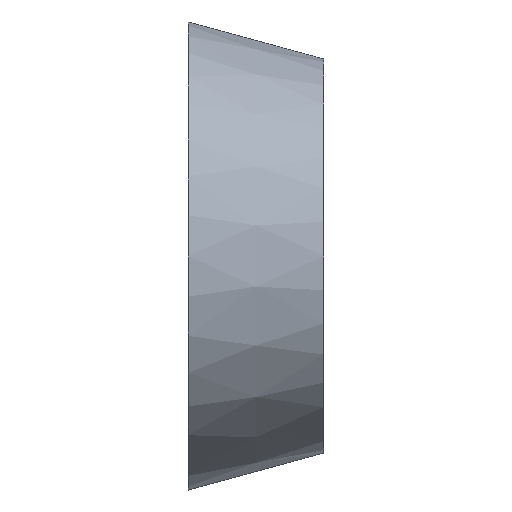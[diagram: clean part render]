
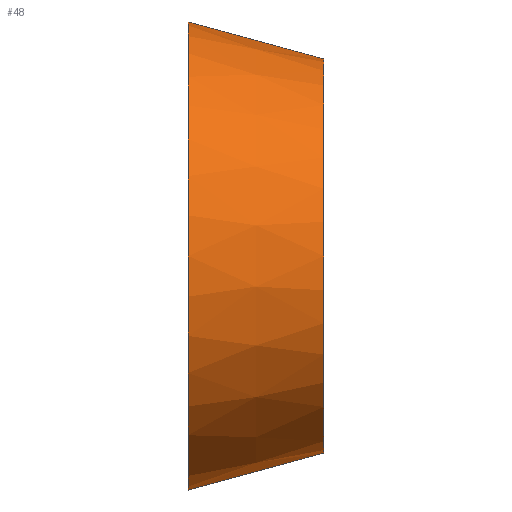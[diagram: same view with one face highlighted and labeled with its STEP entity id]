
A CAD part, front view. The second image highlights one B-rep face of the part: STEP entity #48.
In plain terms, the highlighted conical face has half-angle 15.255 degrees and reference radius 16 mm.
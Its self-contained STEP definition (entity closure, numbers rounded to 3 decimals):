
#3 = CONICAL_SURFACE ( 'NONE', #64, 16., 0.266 ) ;
#31 = DIRECTION ( 'NONE',  ( 1., 0., 0. ) ) ;
#32 = LINE ( 'NONE', #132, #54 ) ;
#37 = ORIENTED_EDGE ( 'NONE', *, *, #143, .F. ) ;
#41 = CIRCLE ( 'NONE', #62, 19. ) ;
#45 = FACE_OUTER_BOUND ( 'NONE', #78, .T. ) ;
#48 = ADVANCED_FACE ( 'NONE', ( #45 ), #3, .T. ) ;
#54 = VECTOR ( 'NONE', #169, 1000. ) ;
#58 = CARTESIAN_POINT ( 'NONE',  ( 11., 0., -16. ) ) ;
#62 = AXIS2_PLACEMENT_3D ( 'NONE', #210, #31, #135 ) ;
#64 = AXIS2_PLACEMENT_3D ( 'NONE', #239, #128, #237 ) ;
#65 = LINE ( 'NONE', #58, #74 ) ;
#74 = VECTOR ( 'NONE', #147, 1000. ) ;
#78 = EDGE_LOOP ( 'NONE', ( #37, #182, #194, #216 ) ) ;
#86 = CARTESIAN_POINT ( 'NONE',  ( 0., 0., -19. ) ) ;
#92 = DIRECTION ( 'NONE',  ( 1., 0., 0. ) ) ;
#106 = VERTEX_POINT ( 'NONE', #184 ) ;
#119 = VERTEX_POINT ( 'NONE', #86 ) ;
#121 = CARTESIAN_POINT ( 'NONE',  ( 11., 0., 0. ) ) ;
#128 = DIRECTION ( 'NONE',  ( -1., 0., 0. ) ) ;
#132 = CARTESIAN_POINT ( 'NONE',  ( 11., 0., 16. ) ) ;
#135 = DIRECTION ( 'NONE',  ( 0., 0., -1. ) ) ;
#143 = EDGE_CURVE ( 'NONE', #234, #119, #65, .T. ) ;
#147 = DIRECTION ( 'NONE',  ( -0.965, 0., -0.263 ) ) ;
#151 = DIRECTION ( 'NONE',  ( 0., 0., -1. ) ) ;
#160 = EDGE_CURVE ( 'NONE', #106, #234, #221, .T. ) ;
#169 = DIRECTION ( 'NONE',  ( -0.965, 0., 0.263 ) ) ;
#182 = ORIENTED_EDGE ( 'NONE', *, *, #160, .F. ) ;
#184 = CARTESIAN_POINT ( 'NONE',  ( 11., 0., 16. ) ) ;
#186 = EDGE_CURVE ( 'NONE', #106, #217, #32, .T. ) ;
#194 = ORIENTED_EDGE ( 'NONE', *, *, #186, .T. ) ;
#210 = CARTESIAN_POINT ( 'NONE',  ( 0., 0., 0. ) ) ;
#212 = CARTESIAN_POINT ( 'NONE',  ( 11., 0., -16. ) ) ;
#216 = ORIENTED_EDGE ( 'NONE', *, *, #232, .T. ) ;
#217 = VERTEX_POINT ( 'NONE', #228 ) ;
#221 = CIRCLE ( 'NONE', #243, 16. ) ;
#228 = CARTESIAN_POINT ( 'NONE',  ( 0., 0., 19. ) ) ;
#232 = EDGE_CURVE ( 'NONE', #217, #119, #41, .T. ) ;
#234 = VERTEX_POINT ( 'NONE', #212 ) ;
#237 = DIRECTION ( 'NONE',  ( 0., 0., 1. ) ) ;
#239 = CARTESIAN_POINT ( 'NONE',  ( 11., 0., 0. ) ) ;
#243 = AXIS2_PLACEMENT_3D ( 'NONE', #121, #92, #151 ) ;
